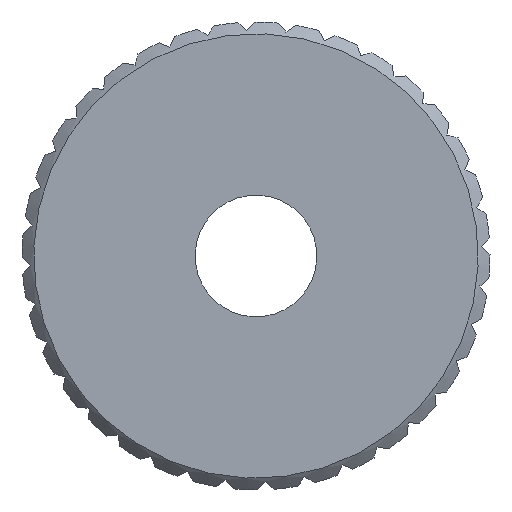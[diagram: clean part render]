
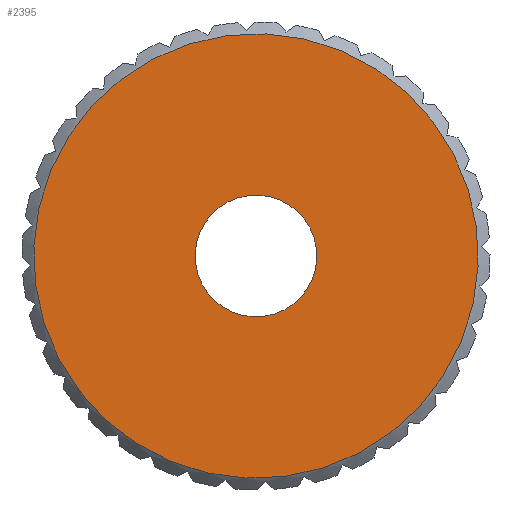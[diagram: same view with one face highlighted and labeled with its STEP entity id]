
A CAD part, left-side view. The second image highlights one B-rep face of the part: STEP entity #2395.
In plain terms, the highlighted planar face has unit normal (-1, 0, 0).
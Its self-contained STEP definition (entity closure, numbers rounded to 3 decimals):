
#62=CIRCLE('',#2537,2.6);
#63=CIRCLE('',#2538,9.5);
#849=ORIENTED_EDGE('',*,*,#1540,.T.);
#850=ORIENTED_EDGE('',*,*,#1541,.F.);
#1540=EDGE_CURVE('',#1868,#1868,#62,.T.);
#1541=EDGE_CURVE('',#1869,#1869,#63,.T.);
#1868=VERTEX_POINT('',#4028);
#1869=VERTEX_POINT('',#4030);
#2043=EDGE_LOOP('',(#849));
#2044=EDGE_LOOP('',(#850));
#2175=FACE_BOUND('',#2043,.T.);
#2176=FACE_BOUND('',#2044,.T.);
#2307=PLANE('',#2536);
#2395=ADVANCED_FACE('',(#2175,#2176),#2307,.F.);
#2536=AXIS2_PLACEMENT_3D('',#4026,#2985,#2986);
#2537=AXIS2_PLACEMENT_3D('',#4027,#2987,#2988);
#2538=AXIS2_PLACEMENT_3D('',#4029,#2989,#2990);
#2985=DIRECTION('',(1.,0.,0.));
#2986=DIRECTION('',(0.,0.,1.));
#2987=DIRECTION('',(1.,0.,0.));
#2988=DIRECTION('',(0.,0.,-1.));
#2989=DIRECTION('',(1.,0.,0.));
#2990=DIRECTION('',(0.,0.,-1.));
#4026=CARTESIAN_POINT('',(123.999,-302.748,11.475));
#4027=CARTESIAN_POINT('',(123.999,-114.748,22.475));
#4028=CARTESIAN_POINT('',(123.999,-114.748,19.875));
#4029=CARTESIAN_POINT('',(123.999,-114.748,22.475));
#4030=CARTESIAN_POINT('',(123.999,-114.748,12.975));
